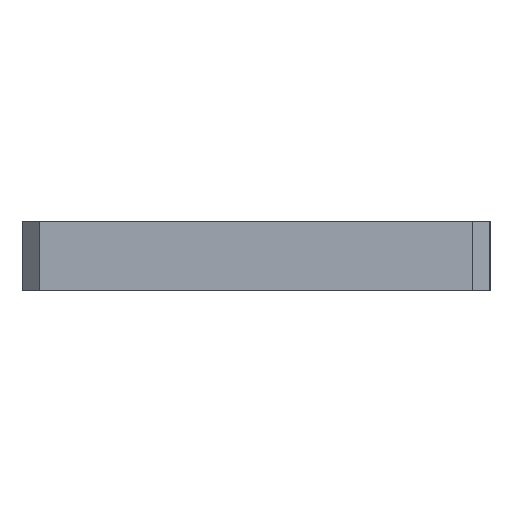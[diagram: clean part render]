
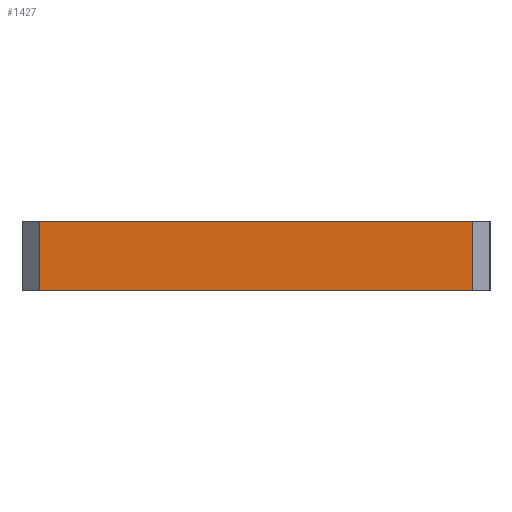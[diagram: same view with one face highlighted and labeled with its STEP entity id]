
A CAD part, left-side view. The second image highlights one B-rep face of the part: STEP entity #1427.
In plain terms, the highlighted planar face has unit normal (-1, 0, 0).
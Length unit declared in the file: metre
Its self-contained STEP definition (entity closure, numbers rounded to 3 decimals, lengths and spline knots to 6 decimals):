
#23=PLANE('',#1599);
#76=LINE('',#2283,#156);
#88=LINE('',#2362,#168);
#100=LINE('',#2394,#180);
#101=LINE('',#2395,#181);
#156=VECTOR('',#1832,1.);
#168=VECTOR('',#1900,1.);
#180=VECTOR('',#1934,1.);
#181=VECTOR('',#1935,1.);
#394=ORIENTED_EDGE('',*,*,#678,.T.);
#395=ORIENTED_EDGE('',*,*,#694,.T.);
#396=ORIENTED_EDGE('',*,*,#639,.F.);
#397=ORIENTED_EDGE('',*,*,#695,.T.);
#639=EDGE_CURVE('',#803,#804,#76,.T.);
#678=EDGE_CURVE('',#843,#842,#88,.T.);
#694=EDGE_CURVE('',#842,#804,#100,.T.);
#695=EDGE_CURVE('',#803,#843,#101,.T.);
#803=VERTEX_POINT('',#2282);
#804=VERTEX_POINT('',#2284);
#842=VERTEX_POINT('',#2361);
#843=VERTEX_POINT('',#2363);
#1059=EDGE_LOOP('',(#394,#395,#396,#397));
#1251=FACE_BOUND('',#1059,.T.);
#1427=ADVANCED_FACE('',(#1251),#23,.F.);
#1599=AXIS2_PLACEMENT_3D('',#2393,#1932,#1933);
#1832=DIRECTION('',(0.,-1.,0.));
#1900=DIRECTION('',(0.,-1.,0.));
#1932=DIRECTION('',(1.,0.,0.));
#1933=DIRECTION('',(0.,1.,0.));
#1934=DIRECTION('',(0.,0.,1.));
#1935=DIRECTION('',(0.,0.,-1.));
#2282=CARTESIAN_POINT('',(-0.044,0.025,0.008));
#2283=CARTESIAN_POINT('',(-0.044,0.,0.008));
#2284=CARTESIAN_POINT('',(-0.044,-0.025,0.008));
#2361=CARTESIAN_POINT('',(-0.044,-0.025,0.));
#2362=CARTESIAN_POINT('',(-0.044,0.,0.));
#2363=CARTESIAN_POINT('',(-0.044,0.025,0.));
#2393=CARTESIAN_POINT('',(-0.044,0.,0.008));
#2394=CARTESIAN_POINT('',(-0.044,-0.025,0.008));
#2395=CARTESIAN_POINT('',(-0.044,0.025,0.));
